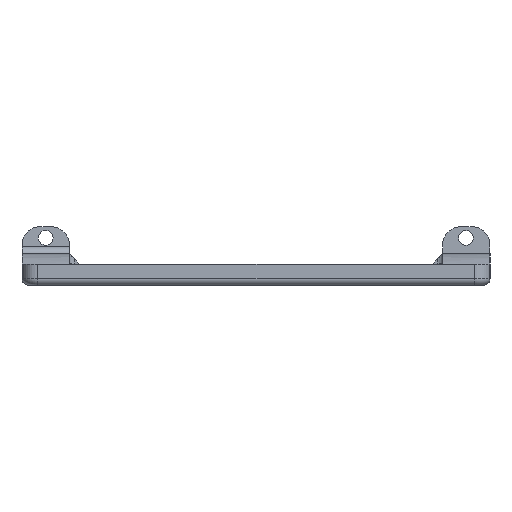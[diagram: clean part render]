
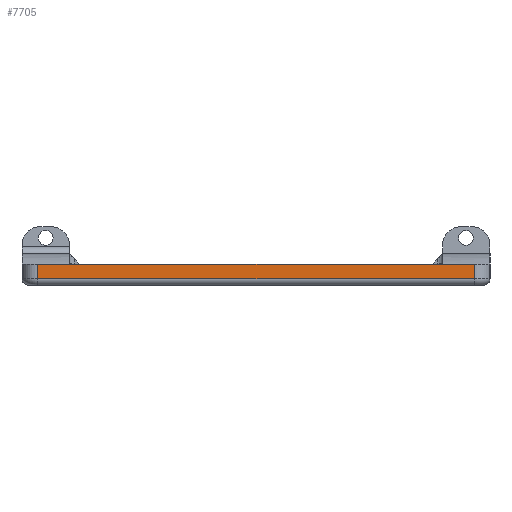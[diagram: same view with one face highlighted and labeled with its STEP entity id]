
A CAD part, left-side view. The second image highlights one B-rep face of the part: STEP entity #7705.
In plain terms, the highlighted planar face has unit normal (-1, 0, 0).
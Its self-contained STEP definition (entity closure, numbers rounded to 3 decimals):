
#7666=CARTESIAN_POINT('',(-482.6,-44.5,4.));
#7667=DIRECTION('',(1.,0.,0.));
#7668=DIRECTION('',(0.,0.,-1.));
#7669=AXIS2_PLACEMENT_3D('',#7666,#7667,#7668);
#7670=PLANE('',#7669);
#7671=CARTESIAN_POINT('',(-482.6,-3.,4.));
#7672=VERTEX_POINT('',#7671);
#7673=CARTESIAN_POINT('',(-482.6,-3.,1.2));
#7674=VERTEX_POINT('',#7673);
#7675=CARTESIAN_POINT('',(-482.6,-3.,4.));
#7676=DIRECTION('',(0.,0.,-1.));
#7677=VECTOR('',#7676,2.8);
#7678=LINE('',#7675,#7677);
#7679=EDGE_CURVE('',#7672,#7674,#7678,.T.);
#7680=ORIENTED_EDGE('',*,*,#7679,.T.);
#7681=CARTESIAN_POINT('',(-482.6,-86.,1.2));
#7682=VERTEX_POINT('',#7681);
#7683=CARTESIAN_POINT('',(-482.6,-3.,1.2));
#7684=DIRECTION('',(0.,-1.,0.));
#7685=VECTOR('',#7684,83.);
#7686=LINE('',#7683,#7685);
#7687=EDGE_CURVE('',#7674,#7682,#7686,.T.);
#7688=ORIENTED_EDGE('',*,*,#7687,.T.);
#7689=CARTESIAN_POINT('',(-482.6,-86.,4.));
#7690=VERTEX_POINT('',#7689);
#7691=CARTESIAN_POINT('',(-482.6,-86.,4.));
#7692=DIRECTION('',(0.,0.,-1.));
#7693=VECTOR('',#7692,2.8);
#7694=LINE('',#7691,#7693);
#7695=EDGE_CURVE('',#7690,#7682,#7694,.T.);
#7696=ORIENTED_EDGE('',*,*,#7695,.F.);
#7697=CARTESIAN_POINT('',(-482.6,-3.,4.));
#7698=DIRECTION('',(0.,-1.,0.));
#7699=VECTOR('',#7698,83.);
#7700=LINE('',#7697,#7699);
#7701=EDGE_CURVE('',#7672,#7690,#7700,.T.);
#7702=ORIENTED_EDGE('',*,*,#7701,.F.);
#7703=EDGE_LOOP('',(#7680,#7688,#7696,#7702));
#7704=FACE_BOUND('',#7703,.T.);
#7705=ADVANCED_FACE('',(#7704),#7670,.F.);
